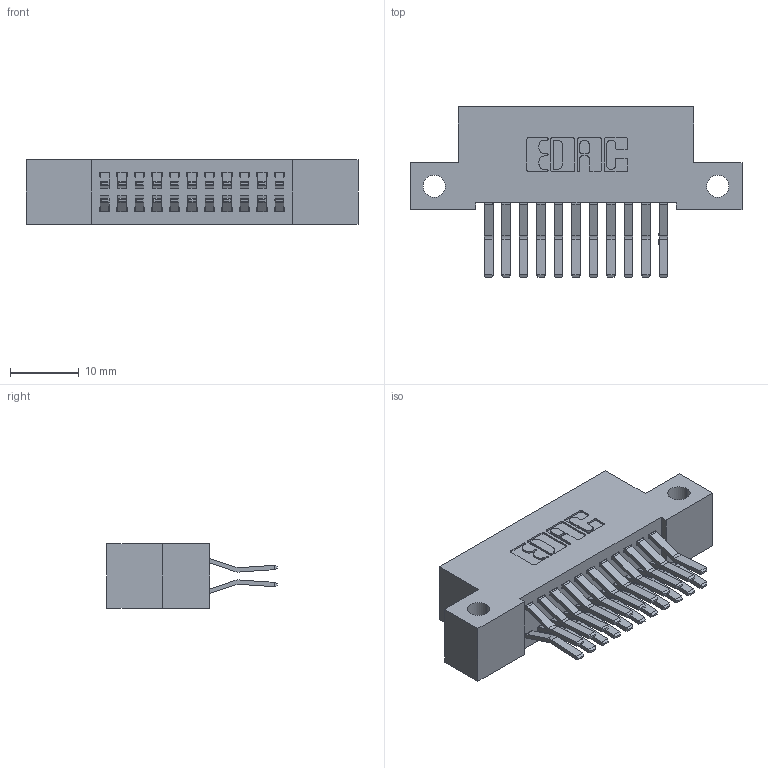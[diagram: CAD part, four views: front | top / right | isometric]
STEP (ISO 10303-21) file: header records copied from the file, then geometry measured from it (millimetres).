
FILE_DESCRIPTION (( 'STEP AP203' ), '1' );
FILE_NAME ('392-022-560-212.STEP', '2018-08-15T13:16:22', ( '' ), ( '' ), 'SwSTEP 2.0', 'SolidWorks 2016', '' );
FILE_SCHEMA (( 'CONFIG_CONTROL_DESIGN' ));
Length unit declared in the file: inch
Products named in the file (3): 342 Part_Side Mount; 345-292-001_560 Tail; 392-022-560-212
Assembly tree (23 placements, depth 2):
  392-022-560-212
    342 Part_Side Mount
    345-292-001_560 Tail  x22
Bounding box: 48.26 x 24.78 x 9.4 mm (x, y, z)
Volume: 4259.9 mm3; surface area: 6356.8 mm2
Topology: 23 solids, 23 shells, 1298 faces, 3841 edges, 2530 vertices
Faces by surface type: plane 858, cylinder 440
Entity records: 11045 total; most frequent: CARTESIAN_POINT 1866, ORIENTED_EDGE 1802, DIRECTION 1653, EDGE_CURVE 901, VECTOR 769, LINE 769, VERTEX_POINT 598, AXIS2_PLACEMENT_3D 442
